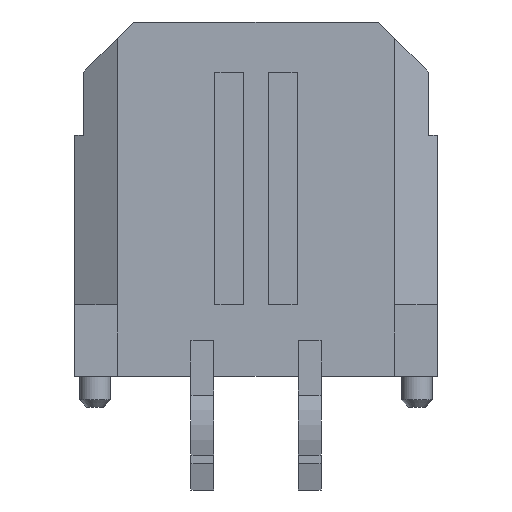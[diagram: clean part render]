
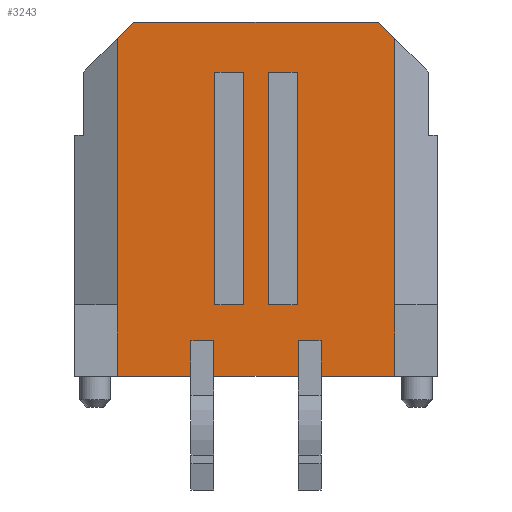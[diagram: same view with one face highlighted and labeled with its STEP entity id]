
A CAD part, front view. The second image highlights one B-rep face of the part: STEP entity #3243.
In plain terms, the highlighted planar face has unit normal (0, -1, 0).
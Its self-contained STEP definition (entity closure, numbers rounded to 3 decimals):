
#53=DIRECTION('',(0.,0.,1.));
#54=VECTOR('',#53,1.);
#55=CARTESIAN_POINT('',(-1.82,-3.46,-4.96));
#56=LINE('',#55,#54);
#57=DIRECTION('',(0.,0.,-1.));
#58=VECTOR('',#57,7.46);
#59=CARTESIAN_POINT('',(-3.875,-3.46,4.5));
#60=LINE('',#59,#58);
#61=DIRECTION('',(-0.707,0.,-0.707));
#62=VECTOR('',#61,0.636);
#63=CARTESIAN_POINT('',(-3.425,-3.46,4.95));
#64=LINE('',#63,#62);
#65=DIRECTION('',(1.,0.,0.));
#66=VECTOR('',#65,6.85);
#67=CARTESIAN_POINT('',(-3.425,-3.46,4.95));
#68=LINE('',#67,#66);
#69=DIRECTION('',(-0.707,0.,0.707));
#70=VECTOR('',#69,0.636);
#71=CARTESIAN_POINT('',(3.875,-3.46,4.5));
#72=LINE('',#71,#70);
#73=DIRECTION('',(0.,0.,-1.));
#74=VECTOR('',#73,7.46);
#75=CARTESIAN_POINT('',(3.875,-3.46,4.5));
#76=LINE('',#75,#74);
#77=DIRECTION('',(0.,0.,-1.));
#78=VECTOR('',#77,2.);
#79=CARTESIAN_POINT('',(3.875,-3.46,-2.96));
#80=LINE('',#79,#78);
#81=DIRECTION('',(0.,0.,1.));
#82=VECTOR('',#81,1.);
#83=CARTESIAN_POINT('',(1.82,-3.46,-4.96));
#84=LINE('',#83,#82);
#85=DIRECTION('',(1.,0.,0.));
#86=VECTOR('',#85,0.64);
#87=CARTESIAN_POINT('',(1.18,-3.46,-3.96));
#88=LINE('',#87,#86);
#89=DIRECTION('',(0.,0.,1.));
#90=VECTOR('',#89,1.);
#91=CARTESIAN_POINT('',(1.18,-3.46,-4.96));
#92=LINE('',#91,#90);
#93=DIRECTION('',(0.,0.,1.));
#94=VECTOR('',#93,1.);
#95=CARTESIAN_POINT('',(-1.18,-3.46,-4.96));
#96=LINE('',#95,#94);
#97=DIRECTION('',(1.,0.,0.));
#98=VECTOR('',#97,0.64);
#99=CARTESIAN_POINT('',(-1.82,-3.46,-3.96));
#100=LINE('',#99,#98);
#101=DIRECTION('',(1.,0.,0.));
#102=VECTOR('',#101,0.8);
#103=CARTESIAN_POINT('',(0.35,-3.46,3.55));
#104=LINE('',#103,#102);
#105=DIRECTION('',(0.,0.,1.));
#106=VECTOR('',#105,6.51);
#107=CARTESIAN_POINT('',(0.35,-3.46,-2.96));
#108=LINE('',#107,#106);
#109=DIRECTION('',(1.,0.,0.));
#110=VECTOR('',#109,0.8);
#111=CARTESIAN_POINT('',(0.35,-3.46,-2.96));
#112=LINE('',#111,#110);
#113=DIRECTION('',(0.,0.,1.));
#114=VECTOR('',#113,6.51);
#115=CARTESIAN_POINT('',(1.15,-3.46,-2.96));
#116=LINE('',#115,#114);
#117=DIRECTION('',(1.,0.,0.));
#118=VECTOR('',#117,0.8);
#119=CARTESIAN_POINT('',(-1.15,-3.46,3.55));
#120=LINE('',#119,#118);
#121=DIRECTION('',(0.,0.,1.));
#122=VECTOR('',#121,6.51);
#123=CARTESIAN_POINT('',(-1.15,-3.46,-2.96));
#124=LINE('',#123,#122);
#125=DIRECTION('',(1.,0.,0.));
#126=VECTOR('',#125,0.8);
#127=CARTESIAN_POINT('',(-1.15,-3.46,-2.96));
#128=LINE('',#127,#126);
#129=DIRECTION('',(0.,0.,1.));
#130=VECTOR('',#129,6.51);
#131=CARTESIAN_POINT('',(-0.35,-3.46,-2.96));
#132=LINE('',#131,#130);
#777=DIRECTION('',(-1.,0.,0.));
#778=VECTOR('',#777,2.055);
#779=CARTESIAN_POINT('',(3.875,-3.46,-4.96));
#780=LINE('',#779,#778);
#801=DIRECTION('',(-1.,0.,0.));
#802=VECTOR('',#801,2.055);
#803=CARTESIAN_POINT('',(-1.82,-3.46,-4.96));
#804=LINE('',#803,#802);
#809=DIRECTION('',(-1.,0.,0.));
#810=VECTOR('',#809,2.36);
#811=CARTESIAN_POINT('',(1.18,-3.46,-4.96));
#812=LINE('',#811,#810);
#2251=DIRECTION('',(0.,0.,-1.));
#2252=VECTOR('',#2251,2.);
#2253=CARTESIAN_POINT('',(-3.875,-3.46,-2.96));
#2254=LINE('',#2253,#2252);
#2347=CARTESIAN_POINT('',(-3.425,-3.46,4.95));
#2348=CARTESIAN_POINT('',(3.425,-3.46,4.95));
#2349=VERTEX_POINT('',#2347);
#2350=VERTEX_POINT('',#2348);
#2432=CARTESIAN_POINT('',(1.18,-3.46,-4.96));
#2434=VERTEX_POINT('',#2432);
#2436=CARTESIAN_POINT('',(1.82,-3.46,-4.96));
#2438=VERTEX_POINT('',#2436);
#2444=CARTESIAN_POINT('',(-1.82,-3.46,-4.96));
#2446=VERTEX_POINT('',#2444);
#2448=CARTESIAN_POINT('',(-1.18,-3.46,-4.96));
#2450=VERTEX_POINT('',#2448);
#2456=CARTESIAN_POINT('',(3.875,-3.46,-2.96));
#2458=VERTEX_POINT('',#2456);
#2460=CARTESIAN_POINT('',(-3.875,-3.46,-2.96));
#2462=VERTEX_POINT('',#2460);
#2469=CARTESIAN_POINT('',(3.875,-3.46,-4.96));
#2470=VERTEX_POINT('',#2469);
#2471=CARTESIAN_POINT('',(-3.875,-3.46,-4.96));
#2472=VERTEX_POINT('',#2471);
#2473=CARTESIAN_POINT('',(1.18,-3.46,-3.96));
#2474=VERTEX_POINT('',#2473);
#2475=CARTESIAN_POINT('',(1.82,-3.46,-3.96));
#2476=VERTEX_POINT('',#2475);
#2477=CARTESIAN_POINT('',(-1.82,-3.46,-3.96));
#2478=VERTEX_POINT('',#2477);
#2479=CARTESIAN_POINT('',(-1.18,-3.46,-3.96));
#2480=VERTEX_POINT('',#2479);
#2737=CARTESIAN_POINT('',(0.35,-3.46,3.55));
#2738=CARTESIAN_POINT('',(1.15,-3.46,3.55));
#2739=VERTEX_POINT('',#2737);
#2740=VERTEX_POINT('',#2738);
#2741=CARTESIAN_POINT('',(0.35,-3.46,-2.96));
#2742=CARTESIAN_POINT('',(1.15,-3.46,-2.96));
#2743=VERTEX_POINT('',#2741);
#2744=VERTEX_POINT('',#2742);
#2753=CARTESIAN_POINT('',(-1.15,-3.46,3.55));
#2754=CARTESIAN_POINT('',(-0.35,-3.46,3.55));
#2755=VERTEX_POINT('',#2753);
#2756=VERTEX_POINT('',#2754);
#2757=CARTESIAN_POINT('',(-1.15,-3.46,-2.96));
#2758=CARTESIAN_POINT('',(-0.35,-3.46,-2.96));
#2759=VERTEX_POINT('',#2757);
#2760=VERTEX_POINT('',#2758);
#3065=CARTESIAN_POINT('',(3.875,-3.46,4.5));
#3066=VERTEX_POINT('',#3065);
#3067=CARTESIAN_POINT('',(-3.875,-3.46,4.5));
#3068=VERTEX_POINT('',#3067);
#3185=CARTESIAN_POINT('',(-4.825,-3.46,4.95));
#3186=DIRECTION('',(0.,-1.,0.));
#3187=DIRECTION('',(0.,0.,-1.));
#3188=AXIS2_PLACEMENT_3D('',#3185,#3186,#3187);
#3189=PLANE('',#3188);
#3191=ORIENTED_EDGE('',*,*,#3190,.F.);
#3193=ORIENTED_EDGE('',*,*,#3192,.T.);
#3195=ORIENTED_EDGE('',*,*,#3194,.F.);
#3196=ORIENTED_EDGE('',*,*,#3172,.F.);
#3198=ORIENTED_EDGE('',*,*,#3197,.F.);
#3200=ORIENTED_EDGE('',*,*,#3199,.T.);
#3202=ORIENTED_EDGE('',*,*,#3201,.F.);
#3204=ORIENTED_EDGE('',*,*,#3203,.T.);
#3206=ORIENTED_EDGE('',*,*,#3205,.T.);
#3208=ORIENTED_EDGE('',*,*,#3207,.T.);
#3210=ORIENTED_EDGE('',*,*,#3209,.T.);
#3212=ORIENTED_EDGE('',*,*,#3211,.F.);
#3214=ORIENTED_EDGE('',*,*,#3213,.F.);
#3216=ORIENTED_EDGE('',*,*,#3215,.T.);
#3218=ORIENTED_EDGE('',*,*,#3217,.T.);
#3220=ORIENTED_EDGE('',*,*,#3219,.F.);
#3221=EDGE_LOOP('',(#3191,#3193,#3195,#3196,#3198,#3200,#3202,#3204,#3206,#3208,
#3210,#3212,#3214,#3216,#3218,#3220));
#3222=FACE_OUTER_BOUND('',#3221,.F.);
#3224=ORIENTED_EDGE('',*,*,#3223,.F.);
#3226=ORIENTED_EDGE('',*,*,#3225,.F.);
#3228=ORIENTED_EDGE('',*,*,#3227,.T.);
#3230=ORIENTED_EDGE('',*,*,#3229,.T.);
#3231=EDGE_LOOP('',(#3224,#3226,#3228,#3230));
#3232=FACE_BOUND('',#3231,.F.);
#3234=ORIENTED_EDGE('',*,*,#3233,.F.);
#3236=ORIENTED_EDGE('',*,*,#3235,.F.);
#3238=ORIENTED_EDGE('',*,*,#3237,.T.);
#3240=ORIENTED_EDGE('',*,*,#3239,.T.);
#3241=EDGE_LOOP('',(#3234,#3236,#3238,#3240));
#3242=FACE_BOUND('',#3241,.F.);
#3243=ADVANCED_FACE('',(#3222,#3232,#3242),#3189,.T.);
#3172=EDGE_CURVE('',#3068,#2462,#60,.T.);
#3190=EDGE_CURVE('',#2446,#2478,#56,.T.);
#3192=EDGE_CURVE('',#2446,#2472,#804,.T.);
#3194=EDGE_CURVE('',#2462,#2472,#2254,.T.);
#3197=EDGE_CURVE('',#2349,#3068,#64,.T.);
#3199=EDGE_CURVE('',#2349,#2350,#68,.T.);
#3201=EDGE_CURVE('',#3066,#2350,#72,.T.);
#3203=EDGE_CURVE('',#3066,#2458,#76,.T.);
#3205=EDGE_CURVE('',#2458,#2470,#80,.T.);
#3207=EDGE_CURVE('',#2470,#2438,#780,.T.);
#3209=EDGE_CURVE('',#2438,#2476,#84,.T.);
#3211=EDGE_CURVE('',#2474,#2476,#88,.T.);
#3213=EDGE_CURVE('',#2434,#2474,#92,.T.);
#3215=EDGE_CURVE('',#2434,#2450,#812,.T.);
#3217=EDGE_CURVE('',#2450,#2480,#96,.T.);
#3219=EDGE_CURVE('',#2478,#2480,#100,.T.);
#3223=EDGE_CURVE('',#2739,#2740,#104,.T.);
#3225=EDGE_CURVE('',#2743,#2739,#108,.T.);
#3227=EDGE_CURVE('',#2743,#2744,#112,.T.);
#3229=EDGE_CURVE('',#2744,#2740,#116,.T.);
#3233=EDGE_CURVE('',#2755,#2756,#120,.T.);
#3235=EDGE_CURVE('',#2759,#2755,#124,.T.);
#3237=EDGE_CURVE('',#2759,#2760,#128,.T.);
#3239=EDGE_CURVE('',#2760,#2756,#132,.T.);
